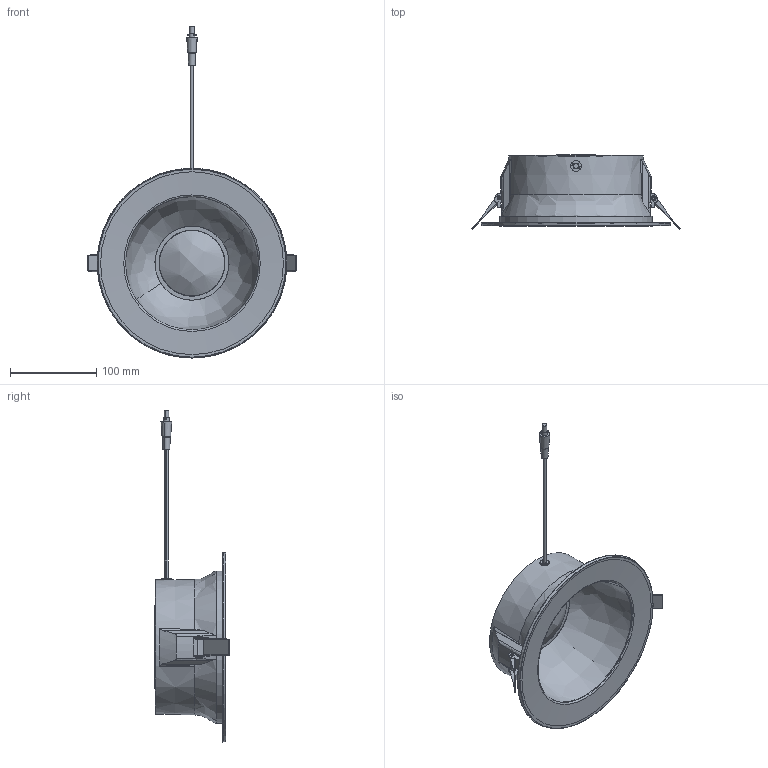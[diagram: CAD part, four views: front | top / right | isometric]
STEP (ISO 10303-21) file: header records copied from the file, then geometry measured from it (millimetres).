
FILE_DESCRIPTION (( 'STEP AP214' ), '1' );
FILE_NAME ('LEDVANCE_DL_UGR19_21W.STEP', '2022-01-31T14:09:07', ( '' ), ( '' ), 'SwSTEP 2.0', 'SolidWorks 2020', '' );
FILE_SCHEMA (( 'AUTOMOTIVE_DESIGN' ));
Length unit declared in the file: millimetre
Products named in the file (1): LEDVANCE_DL_UGR19_21W
Bounding box: 242.08 x 86.49 x 385.08 mm (x, y, z)
Volume: 227760.7 mm3; surface area: 260099.3 mm2
Topology: 12 solids, 12 shells, 345 faces, 853 edges, 546 vertices
Faces by surface type: plane 143, cylinder 112, bspline 66, cone 17, torus 5, sphere 2
Full cylindrical faces by diameter (mm): 92.099 x1, 173.268 x1, 176.316 x1
Entity records: 17842 total; most frequent: CARTESIAN_POINT 6064, ORIENTED_EDGE 1650, DIRECTION 1565, EDGE_CURVE 825, AXIS2_PLACEMENT_3D 583, VERTEX_POINT 542, EDGE_LOOP 403, LINE 399
